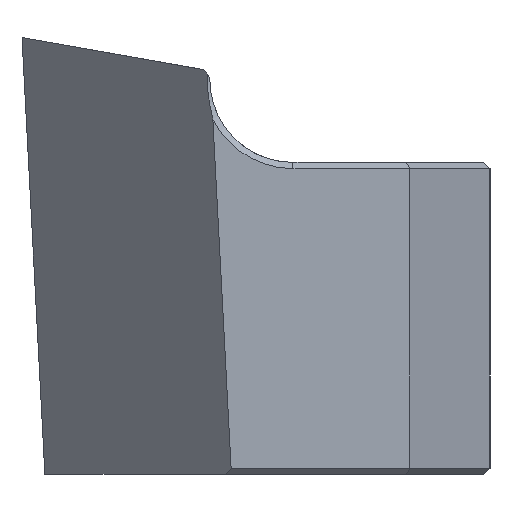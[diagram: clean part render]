
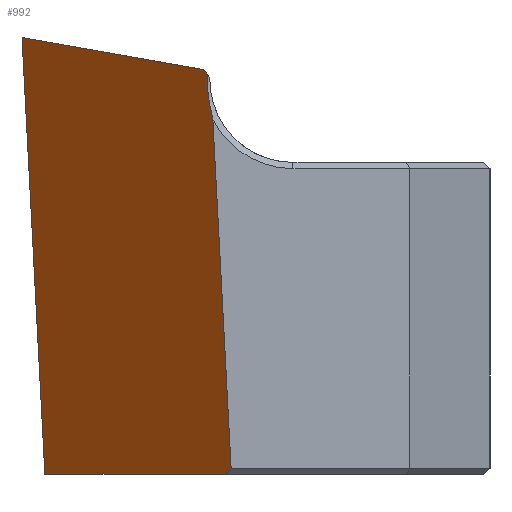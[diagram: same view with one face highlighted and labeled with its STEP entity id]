
A CAD part, left-side view. The second image highlights one B-rep face of the part: STEP entity #992.
In plain terms, the highlighted planar face has unit normal (-0.707, 0.707, -0.037).
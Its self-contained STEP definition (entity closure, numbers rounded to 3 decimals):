
#1 = EDGE_CURVE ( 'NONE', #610, #583, #347, .T. ) ;
#40 = ORIENTED_EDGE ( 'NONE', *, *, #641, .T. ) ;
#51 = CARTESIAN_POINT ( 'NONE',  ( -0.88, 6.662, 6.852 ) ) ;
#61 = DIRECTION ( 'NONE',  ( 0.707, -0.707, 0.037 ) ) ;
#66 = EDGE_CURVE ( 'NONE', #595, #1096, #776, .T. ) ;
#80 = DIRECTION ( 'NONE',  ( 0.469, 0.507, 0.724 ) ) ;
#87 = AXIS2_PLACEMENT_3D ( 'NONE', #839, #61, #410 ) ;
#106 = B_SPLINE_CURVE_WITH_KNOTS ( 'NONE', 3,
 ( #1004, #228, #575, #918 ),
 .UNSPECIFIED., .F., .F.,
 ( 4, 4 ),
 ( 0., 0.001 ),
 .UNSPECIFIED. ) ;
#109 = CARTESIAN_POINT ( 'NONE',  ( -0.05, 7.114, -0.373 ) ) ;
#150 = FACE_OUTER_BOUND ( 'NONE', #221, .T. ) ;
#161 = VECTOR ( 'NONE', #80, 1000. ) ;
#167 = VECTOR ( 'NONE', #643, 1000. ) ;
#168 = CARTESIAN_POINT ( 'NONE',  ( -3.592, 3.592, 0. ) ) ;
#180 = DIRECTION ( 'NONE',  ( -0.587, -0.557, 0.587 ) ) ;
#216 = VECTOR ( 'NONE', #516, 1000. ) ;
#221 = EDGE_LOOP ( 'NONE', ( #466, #1047, #573, #1005, #435, #40, #422 ) ) ;
#228 = CARTESIAN_POINT ( 'NONE',  ( -2.991, 4.503, 5.929 ) ) ;
#295 = CARTESIAN_POINT ( 'NONE',  ( -3.04, 4.501, 6.831 ) ) ;
#341 = CARTESIAN_POINT ( 'NONE',  ( -0.05, 7.5, 7. ) ) ;
#347 = LINE ( 'NONE', #600, #161 ) ;
#398 = LINE ( 'NONE', #51, #833 ) ;
#410 = DIRECTION ( 'NONE',  ( 0.707, 0.707, 0. ) ) ;
#422 = ORIENTED_EDGE ( 'NONE', *, *, #66, .F. ) ;
#435 = ORIENTED_EDGE ( 'NONE', *, *, #1, .T. ) ;
#466 = ORIENTED_EDGE ( 'NONE', *, *, #1072, .F. ) ;
#482 = CARTESIAN_POINT ( 'NONE',  ( -3.04, 4.442, 5.695 ) ) ;
#497 = CARTESIAN_POINT ( 'NONE',  ( -0.05, 7.133, 0. ) ) ;
#500 = PLANE ( 'NONE',  #87 ) ;
#508 = VERTEX_POINT ( 'NONE', #767 ) ;
#516 = DIRECTION ( 'NONE',  ( 0.707, 0.707, 0. ) ) ;
#573 = ORIENTED_EDGE ( 'NONE', *, *, #860, .F. ) ;
#575 = CARTESIAN_POINT ( 'NONE',  ( -2.971, 4.535, 6.169 ) ) ;
#583 = VERTEX_POINT ( 'NONE', #837 ) ;
#595 = VERTEX_POINT ( 'NONE', #497 ) ;
#600 = CARTESIAN_POINT ( 'NONE',  ( -1.692, 5.932, 8.411 ) ) ;
#610 = VERTEX_POINT ( 'NONE', #747 ) ;
#612 = LINE ( 'NONE', #958, #1117 ) ;
#641 = EDGE_CURVE ( 'NONE', #583, #1096, #398, .T. ) ;
#643 = DIRECTION ( 'NONE',  ( 0., -0.052, -0.999 ) ) ;
#724 = EDGE_CURVE ( 'NONE', #508, #1083, #612, .T. ) ;
#747 = CARTESIAN_POINT ( 'NONE',  ( -2.985, 4.535, 6.415 ) ) ;
#767 = CARTESIAN_POINT ( 'NONE',  ( -2.94, 4.243, 0. ) ) ;
#776 = LINE ( 'NONE', #109, #1111 ) ;
#830 = DIRECTION ( 'NONE',  ( 0.698, 0.705, 0.124 ) ) ;
#833 = VECTOR ( 'NONE', #830, 1000. ) ;
#837 = CARTESIAN_POINT ( 'NONE',  ( -2.939, 4.584, 6.486 ) ) ;
#839 = CARTESIAN_POINT ( 'NONE',  ( -0.05, 7.114, -0.373 ) ) ;
#860 = EDGE_CURVE ( 'NONE', #934, #1083, #1071, .T. ) ;
#863 = DIRECTION ( 'NONE',  ( 0., 0.052, 0.999 ) ) ;
#918 = CARTESIAN_POINT ( 'NONE',  ( -2.985, 4.535, 6.415 ) ) ;
#934 = VERTEX_POINT ( 'NONE', #482 ) ;
#948 = LINE ( 'NONE', #168, #216 ) ;
#953 = EDGE_CURVE ( 'NONE', #934, #610, #106, .T. ) ;
#958 = CARTESIAN_POINT ( 'NONE',  ( -3.976, 3.261, 1.036 ) ) ;
#992 = ADVANCED_FACE ( 'NONE', ( #150 ), #500, .F. ) ;
#1004 = CARTESIAN_POINT ( 'NONE',  ( -3.04, 4.442, 5.695 ) ) ;
#1005 = ORIENTED_EDGE ( 'NONE', *, *, #953, .T. ) ;
#1047 = ORIENTED_EDGE ( 'NONE', *, *, #724, .T. ) ;
#1071 = LINE ( 'NONE', #295, #167 ) ;
#1072 = EDGE_CURVE ( 'NONE', #508, #595, #948, .T. ) ;
#1083 = VERTEX_POINT ( 'NONE', #1113 ) ;
#1096 = VERTEX_POINT ( 'NONE', #341 ) ;
#1111 = VECTOR ( 'NONE', #863, 1000. ) ;
#1113 = CARTESIAN_POINT ( 'NONE',  ( -3.04, 4.148, 0.1 ) ) ;
#1117 = VECTOR ( 'NONE', #180, 1000. ) ;
